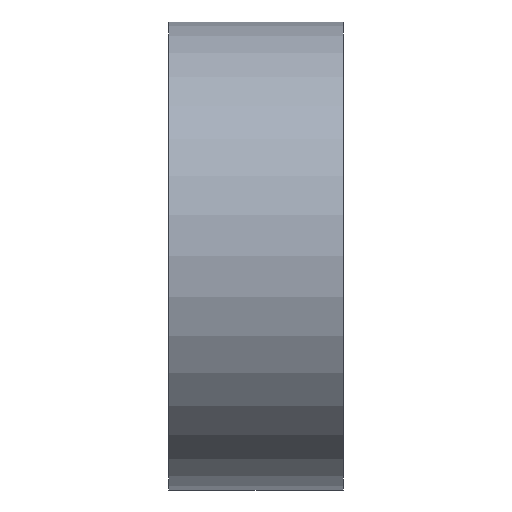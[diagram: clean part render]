
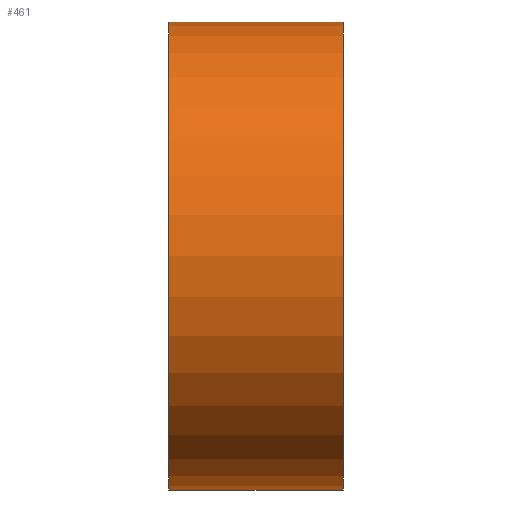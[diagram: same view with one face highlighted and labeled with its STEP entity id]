
A CAD part, left-side view. The second image highlights one B-rep face of the part: STEP entity #461.
In plain terms, the highlighted cylindrical face has radius 6.35 mm (diameter 12.7 mm), a partial arc.
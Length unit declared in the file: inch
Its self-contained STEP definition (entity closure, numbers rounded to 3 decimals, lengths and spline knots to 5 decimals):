
#14 = CARTESIAN_POINT ( 'NONE',  ( 0., 0.186, 0.25 ) ) ;
#94 = CARTESIAN_POINT ( 'NONE',  ( 0., 0.186, 0. ) ) ;
#98 = DIRECTION ( 'NONE',  ( 0., 0., 1. ) ) ;
#120 = EDGE_LOOP ( 'NONE', ( #527, #450, #237, #138 ) ) ;
#127 = DIRECTION ( 'NONE',  ( 0., 1., 0. ) ) ;
#138 = ORIENTED_EDGE ( 'NONE', *, *, #454, .T. ) ;
#209 = AXIS2_PLACEMENT_3D ( 'NONE', #404, #478, #336 ) ;
#223 = CARTESIAN_POINT ( 'NONE',  ( 0., 0., 0.25 ) ) ;
#237 = ORIENTED_EDGE ( 'NONE', *, *, #501, .T. ) ;
#254 = VECTOR ( 'NONE', #444, 39.37008 ) ;
#258 = VERTEX_POINT ( 'NONE', #376 ) ;
#268 = EDGE_CURVE ( 'NONE', #542, #291, #292, .T. ) ;
#289 = AXIS2_PLACEMENT_3D ( 'NONE', #432, #400, #375 ) ;
#291 = VERTEX_POINT ( 'NONE', #14 ) ;
#292 = CIRCLE ( 'NONE', #538, 0.25 ) ;
#336 = DIRECTION ( 'NONE',  ( 0., 0., -1. ) ) ;
#351 = VERTEX_POINT ( 'NONE', #223 ) ;
#363 = CARTESIAN_POINT ( 'NONE',  ( 0., 0.186, -0.25 ) ) ;
#371 = CARTESIAN_POINT ( 'NONE',  ( 0., 0.186, 0.25 ) ) ;
#375 = DIRECTION ( 'NONE',  ( 0., 0., 1. ) ) ;
#376 = CARTESIAN_POINT ( 'NONE',  ( 0., 0., -0.25 ) ) ;
#400 = DIRECTION ( 'NONE',  ( 0., 1., 0. ) ) ;
#404 = CARTESIAN_POINT ( 'NONE',  ( 0., 0.186, 0. ) ) ;
#413 = LINE ( 'NONE', #371, #254 ) ;
#432 = CARTESIAN_POINT ( 'NONE',  ( 0., 0., 0. ) ) ;
#444 = DIRECTION ( 'NONE',  ( 0., -1., 0. ) ) ;
#450 = ORIENTED_EDGE ( 'NONE', *, *, #268, .F. ) ;
#454 = EDGE_CURVE ( 'NONE', #258, #351, #511, .T. ) ;
#459 = EDGE_CURVE ( 'NONE', #291, #351, #413, .T. ) ;
#461 = ADVANCED_FACE ( 'NONE', ( #540 ), #547, .T. ) ;
#478 = DIRECTION ( 'NONE',  ( 0., -1., 0. ) ) ;
#490 = DIRECTION ( 'NONE',  ( 0., -1., 0. ) ) ;
#494 = VECTOR ( 'NONE', #490, 39.37008 ) ;
#501 = EDGE_CURVE ( 'NONE', #542, #258, #502, .T. ) ;
#502 = LINE ( 'NONE', #537, #494 ) ;
#511 = CIRCLE ( 'NONE', #289, 0.25 ) ;
#527 = ORIENTED_EDGE ( 'NONE', *, *, #459, .F. ) ;
#537 = CARTESIAN_POINT ( 'NONE',  ( 0., 0.186, -0.25 ) ) ;
#538 = AXIS2_PLACEMENT_3D ( 'NONE', #94, #127, #98 ) ;
#540 = FACE_OUTER_BOUND ( 'NONE', #120, .T. ) ;
#542 = VERTEX_POINT ( 'NONE', #363 ) ;
#547 = CYLINDRICAL_SURFACE ( 'NONE', #209, 0.25 ) ;
